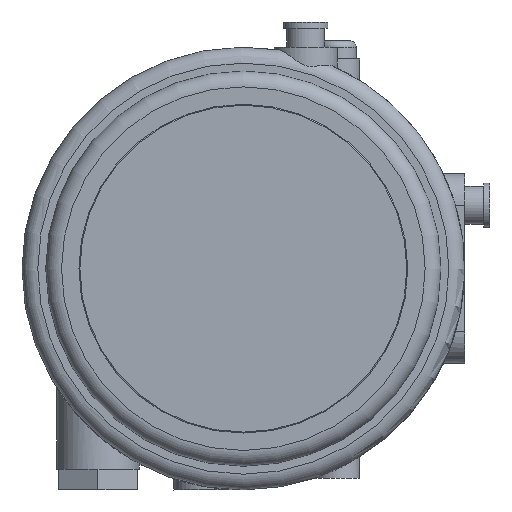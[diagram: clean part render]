
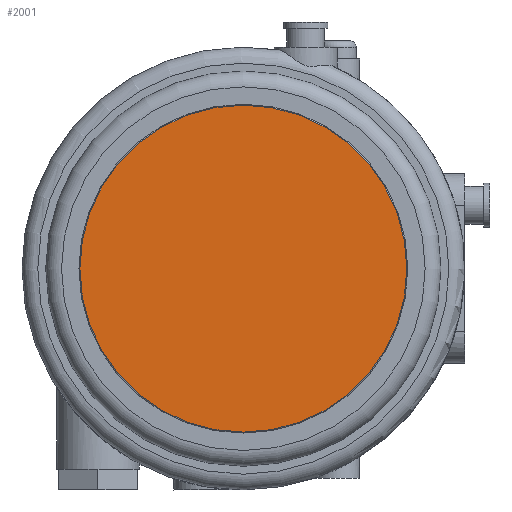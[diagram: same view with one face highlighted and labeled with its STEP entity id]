
A CAD part, front view. The second image highlights one B-rep face of the part: STEP entity #2001.
In plain terms, the highlighted planar face has unit normal (0, -1, 0).
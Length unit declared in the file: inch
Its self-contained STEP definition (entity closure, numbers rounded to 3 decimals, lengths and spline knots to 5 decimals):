
#98=PLANE('',#2269);
#221=FACE_OUTER_BOUND('',#355,.T.);
#355=EDGE_LOOP('',(#1819,#1820));
#499=CIRCLE('',#2270,2.03543);
#500=CIRCLE('',#2271,2.03543);
#944=VERTEX_POINT('',#6071);
#945=VERTEX_POINT('',#6072);
#1238=EDGE_CURVE('',#944,#945,#499,.T.);
#1239=EDGE_CURVE('',#945,#944,#500,.T.);
#1819=ORIENTED_EDGE('',*,*,#1238,.F.);
#1820=ORIENTED_EDGE('',*,*,#1239,.F.);
#2001=ADVANCED_FACE('',(#221),#98,.F.);
#2269=AXIS2_PLACEMENT_3D('',#6070,#2872,#2873);
#2270=AXIS2_PLACEMENT_3D('',#6073,#2874,#2875);
#2271=AXIS2_PLACEMENT_3D('',#6074,#2876,#2877);
#2872=DIRECTION('center_axis',(0.,1.,0.));
#2873=DIRECTION('ref_axis',(0.,0.,
-1.));
#2874=DIRECTION('center_axis',(0.,1.,0.));
#2875=DIRECTION('ref_axis',(-1.,0.,0.));
#2876=DIRECTION('center_axis',(0.,1.,0.));
#2877=DIRECTION('ref_axis',(-1.,0.,0.));
#6070=CARTESIAN_POINT('Origin',(0.,0.,
0.));
#6071=CARTESIAN_POINT('',(2.03543,0.,0.));
#6072=CARTESIAN_POINT('',(0.,0.,-2.03543));
#6073=CARTESIAN_POINT('Origin',(0.,0.,0.));
#6074=CARTESIAN_POINT('Origin',(0.,0.,0.));
